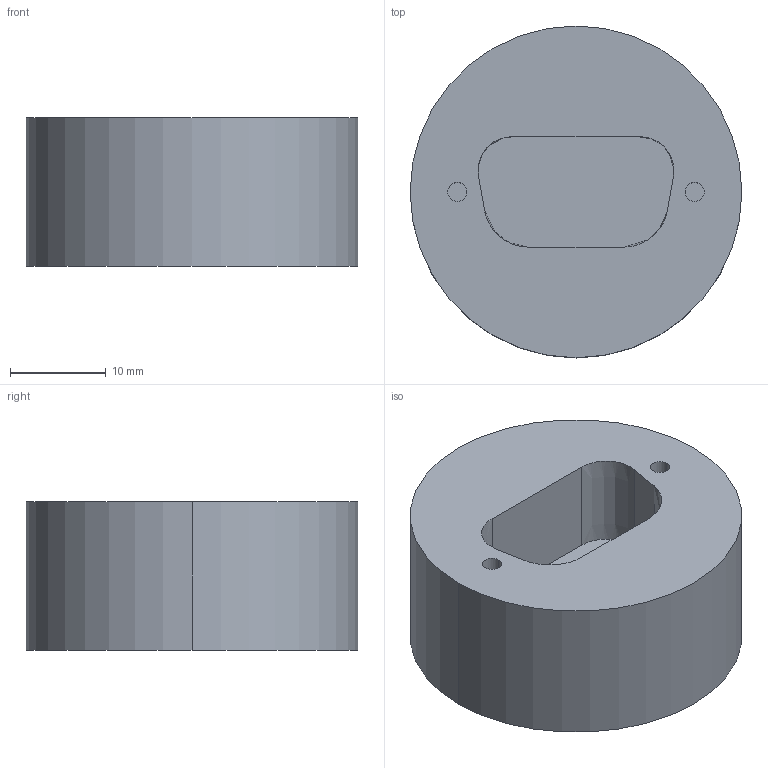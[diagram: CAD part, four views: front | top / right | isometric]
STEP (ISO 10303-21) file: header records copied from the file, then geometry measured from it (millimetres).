
FILE_DESCRIPTION(('CATIA V5 STEP Exchange'),'2;1');
FILE_NAME('escape-girl_label-what.stp','2023-03-16T09:19:29+00:00',('none'),('none'),'Version 5-6 Release 2012','CATIA V5 STEP AP203','none');
FILE_SCHEMA(('CONFIG_CONTROL_DESIGN'));
Length unit declared in the file: millimetre
Products named in the file (1): escape_girl
Bounding box: 34.68 x 34.68 x 15.5 mm (x, y, z)
Volume: 12439.3 mm3; surface area: 4263.2 mm2
Topology: 1 solids, 1 shells, 19 faces, 42 edges, 28 vertices
Faces by surface type: plane 9, cylinder 6, extrusion 4
Entity records: 702 total; most frequent: CARTESIAN_POINT 271, ORIENTED_EDGE 84, DIRECTION 58, EDGE_CURVE 42, VERTEX_POINT 28, VECTOR 26, AXIS2_PLACEMENT_3D 23, EDGE_LOOP 22
